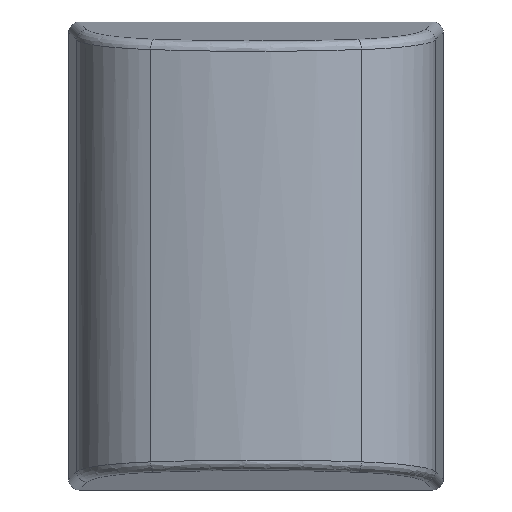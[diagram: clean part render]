
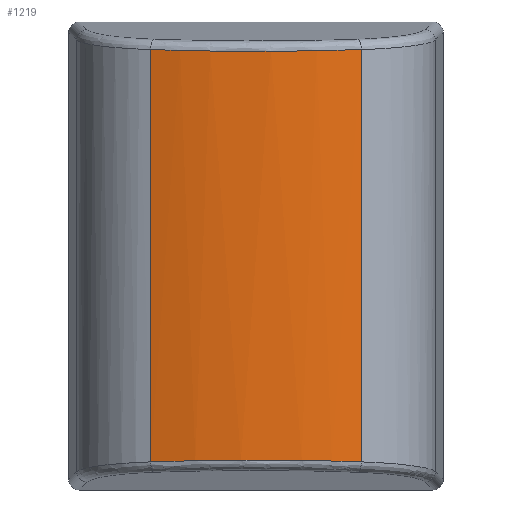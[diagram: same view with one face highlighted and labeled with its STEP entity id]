
A CAD part, top view. The second image highlights one B-rep face of the part: STEP entity #1219.
In plain terms, the highlighted cylindrical face has radius 18 mm (diameter 36 mm), a partial arc.
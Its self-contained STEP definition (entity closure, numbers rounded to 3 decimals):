
#77=FACE_OUTER_BOUND('',#149,.T.);
#149=EDGE_LOOP('',(#887,#888,#889,#890));
#268=LINE('',#2047,#376);
#270=LINE('',#2051,#378);
#376=VECTOR('',#1521,10.);
#378=VECTOR('',#1527,10.);
#470=ELLIPSE('',#1294,18.128,18.);
#479=ELLIPSE('',#1315,18.128,18.);
#504=VERTEX_POINT('',#1856);
#506=VERTEX_POINT('',#1881);
#526=VERTEX_POINT('',#1981);
#528=VERTEX_POINT('',#2006);
#627=EDGE_CURVE('',#506,#504,#470,.T.);
#656=EDGE_CURVE('',#528,#526,#479,.T.);
#664=EDGE_CURVE('',#504,#528,#268,.T.);
#666=EDGE_CURVE('',#526,#506,#270,.T.);
#887=ORIENTED_EDGE('',*,*,#627,.F.);
#888=ORIENTED_EDGE('',*,*,#666,.F.);
#889=ORIENTED_EDGE('',*,*,#656,.F.);
#890=ORIENTED_EDGE('',*,*,#664,.F.);
#1177=CYLINDRICAL_SURFACE('',#1326,18.);
#1219=ADVANCED_FACE('',(#77),#1177,.T.);
#1294=AXIS2_PLACEMENT_3D('',#1883,#1446,#1447);
#1315=AXIS2_PLACEMENT_3D('',#2008,#1500,#1501);
#1326=AXIS2_PLACEMENT_3D('',#2052,#1528,#1529);
#1446=DIRECTION('center_axis',(0.,0.993,0.119));
#1447=DIRECTION('ref_axis',(0.,-0.119,0.993));
#1500=DIRECTION('center_axis',(0.,-0.993,0.119));
#1501=DIRECTION('ref_axis',(0.,0.119,0.993));
#1521=DIRECTION('',(0.,-1.,0.));
#1527=DIRECTION('',(0.,1.,0.));
#1528=DIRECTION('center_axis',(0.,-1.,0.));
#1529=DIRECTION('ref_axis',(-1.,0.,0.));
#1856=CARTESIAN_POINT('',(29.066,26.162,7.272));
#1881=CARTESIAN_POINT('',(18.934,26.162,7.272));
#1883=CARTESIAN_POINT('Origin',(24.,28.224,-10.));
#1981=CARTESIAN_POINT('',(18.934,6.338,7.272));
#2006=CARTESIAN_POINT('',(29.066,6.338,7.272));
#2008=CARTESIAN_POINT('Origin',(24.,4.276,-10.));
#2047=CARTESIAN_POINT('',(29.066,27.5,7.272));
#2051=CARTESIAN_POINT('',(18.934,27.5,7.272));
#2052=CARTESIAN_POINT('Origin',(24.,27.5,-10.));
